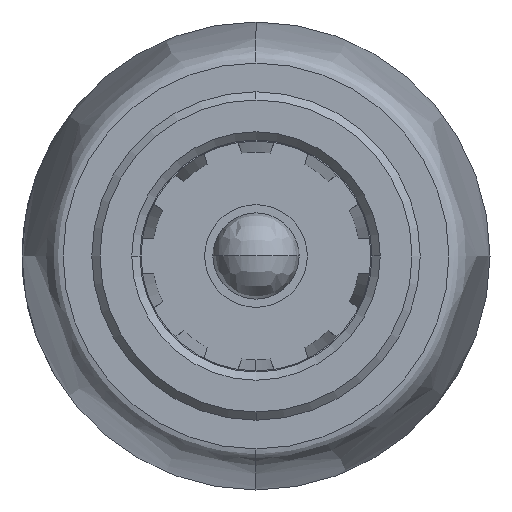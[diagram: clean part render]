
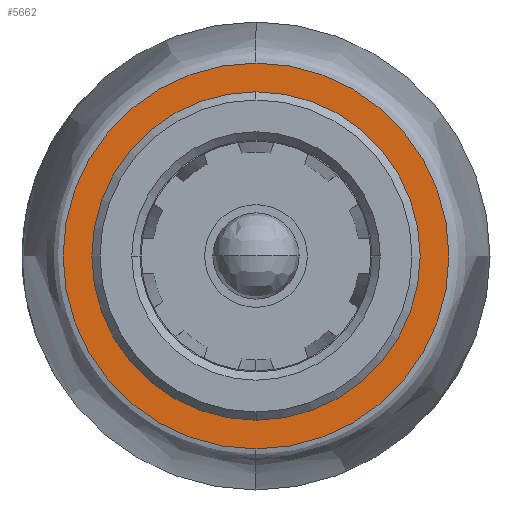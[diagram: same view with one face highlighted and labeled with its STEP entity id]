
A CAD part, left-side view. The second image highlights one B-rep face of the part: STEP entity #5662.
In plain terms, the highlighted face is planar.
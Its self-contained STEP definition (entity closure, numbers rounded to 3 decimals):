
#182 = AXIS2_PLACEMENT_3D ( 'NONE', #1707, #34503, #4814 ) ;
#212 = CIRCLE ( 'NONE', #35937, 4.7 ) ;
#793 = EDGE_CURVE ( 'NONE', #22307, #23367, #212, .T. ) ;
#1416 = DIRECTION ( 'NONE',  ( 0., 0., -1. ) ) ;
#1707 = CARTESIAN_POINT ( 'NONE',  ( 0., 0., 0. ) ) ;
#2187 = AXIS2_PLACEMENT_3D ( 'NONE', #10587, #7485, #1416 ) ;
#3253 = FACE_BOUND ( 'NONE', #34135, .T. ) ;
#3794 = DIRECTION ( 'NONE',  ( 1., 0., 0. ) ) ;
#3900 = DIRECTION ( 'NONE',  ( -1., 0., 0. ) ) ;
#4814 = DIRECTION ( 'NONE',  ( 0., 0., 1. ) ) ;
#5662 = ADVANCED_FACE ( 'NONE', ( #3253, #25852 ), #33336, .F. ) ;
#7485 = DIRECTION ( 'NONE',  ( 1., 0., 0. ) ) ;
#9546 = ORIENTED_EDGE ( 'NONE', *, *, #36083, .F. ) ;
#10587 = CARTESIAN_POINT ( 'NONE',  ( 0., 0., 0. ) ) ;
#11409 = EDGE_CURVE ( 'NONE', #26976, #31288, #19571, .T. ) ;
#13143 = CARTESIAN_POINT ( 'NONE',  ( 0., 4.7, 0. ) ) ;
#15516 = DIRECTION ( 'NONE',  ( 0., 0., -1. ) ) ;
#15895 = CARTESIAN_POINT ( 'NONE',  ( 0., 0., 0. ) ) ;
#16245 = CARTESIAN_POINT ( 'NONE',  ( 0., 0., -3.5 ) ) ;
#17805 = CARTESIAN_POINT ( 'NONE',  ( 0., 0., 0. ) ) ;
#19571 = CIRCLE ( 'NONE', #30329, 3.5 ) ;
#20982 = CARTESIAN_POINT ( 'NONE',  ( 0., 0., 3.5 ) ) ;
#21311 = EDGE_LOOP ( 'NONE', ( #34389, #33190 ) ) ;
#21335 = CARTESIAN_POINT ( 'NONE',  ( 0., 0., 0. ) ) ;
#22095 = AXIS2_PLACEMENT_3D ( 'NONE', #17805, #35784, #32667 ) ;
#22307 = VERTEX_POINT ( 'NONE', #24000 ) ;
#23367 = VERTEX_POINT ( 'NONE', #13143 ) ;
#24000 = CARTESIAN_POINT ( 'NONE',  ( 0., -4.7, 0. ) ) ;
#25852 = FACE_OUTER_BOUND ( 'NONE', #21311, .T. ) ;
#26976 = VERTEX_POINT ( 'NONE', #20982 ) ;
#27250 = DIRECTION ( 'NONE',  ( 0., 0., 1. ) ) ;
#28311 = CIRCLE ( 'NONE', #22095, 4.7 ) ;
#28495 = EDGE_CURVE ( 'NONE', #23367, #22307, #28311, .T. ) ;
#30329 = AXIS2_PLACEMENT_3D ( 'NONE', #15895, #3794, #15516 ) ;
#31288 = VERTEX_POINT ( 'NONE', #16245 ) ;
#31867 = CIRCLE ( 'NONE', #2187, 3.5 ) ;
#32667 = DIRECTION ( 'NONE',  ( 0., 0., 1. ) ) ;
#33190 = ORIENTED_EDGE ( 'NONE', *, *, #793, .F. ) ;
#33336 = PLANE ( 'NONE',  #182 ) ;
#34135 = EDGE_LOOP ( 'NONE', ( #9546, #36047 ) ) ;
#34389 = ORIENTED_EDGE ( 'NONE', *, *, #28495, .F. ) ;
#34503 = DIRECTION ( 'NONE',  ( -1., 0., 0. ) ) ;
#35784 = DIRECTION ( 'NONE',  ( -1., 0., 0. ) ) ;
#35937 = AXIS2_PLACEMENT_3D ( 'NONE', #21335, #3900, #27250 ) ;
#36047 = ORIENTED_EDGE ( 'NONE', *, *, #11409, .F. ) ;
#36083 = EDGE_CURVE ( 'NONE', #31288, #26976, #31867, .T. ) ;
